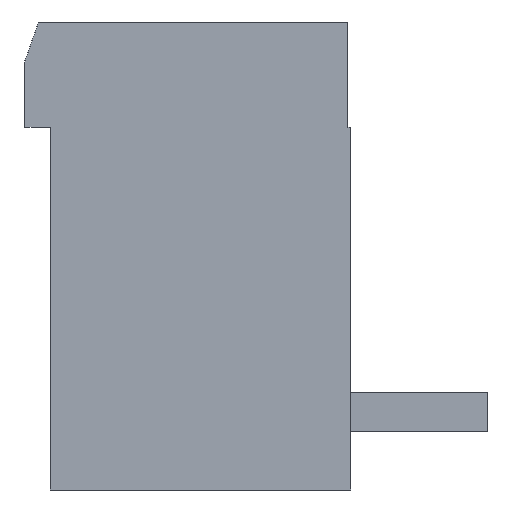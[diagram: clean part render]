
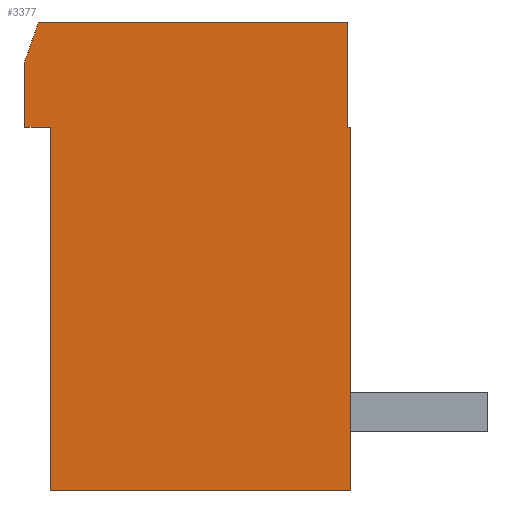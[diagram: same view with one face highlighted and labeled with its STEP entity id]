
A CAD part, left-side view. The second image highlights one B-rep face of the part: STEP entity #3377.
In plain terms, the highlighted planar face has unit normal (-1, 0, 0).
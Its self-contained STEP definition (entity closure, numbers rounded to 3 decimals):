
#72=DIRECTION('',(0.,0.,-1.));
#73=VECTOR('',#72,9.3);
#74=CARTESIAN_POINT('',(-21.,-3.85,-2.7));
#75=LINE('',#74,#73);
#76=DIRECTION('',(0.,1.,0.));
#77=VECTOR('',#76,7.7);
#78=CARTESIAN_POINT('',(-21.,-3.85,-12.));
#79=LINE('',#78,#77);
#80=DIRECTION('',(0.,0.,1.));
#81=VECTOR('',#80,9.3);
#82=CARTESIAN_POINT('',(-21.,3.85,-12.));
#83=LINE('',#82,#81);
#84=DIRECTION('',(0.,1.,0.));
#85=VECTOR('',#84,0.65);
#86=CARTESIAN_POINT('',(-21.,3.85,-2.7));
#87=LINE('',#86,#85);
#88=DIRECTION('',(0.,0.,1.));
#89=VECTOR('',#88,1.7);
#90=CARTESIAN_POINT('',(-21.,4.5,-2.7));
#91=LINE('',#90,#89);
#92=DIRECTION('',(0.,-0.33,0.944));
#93=VECTOR('',#92,1.059);
#94=CARTESIAN_POINT('',(-21.,4.5,-1.));
#95=LINE('',#94,#93);
#96=DIRECTION('',(0.,-1.,0.));
#97=VECTOR('',#96,7.93);
#98=CARTESIAN_POINT('',(-21.,4.15,0.));
#99=LINE('',#98,#97);
#100=DIRECTION('',(0.,0.,-1.));
#101=VECTOR('',#100,2.7);
#102=CARTESIAN_POINT('',(-21.,-3.78,0.));
#103=LINE('',#102,#101);
#104=DIRECTION('',(0.,-1.,0.));
#105=VECTOR('',#104,0.07);
#106=CARTESIAN_POINT('',(-21.,-3.78,-2.7));
#107=LINE('',#106,#105);
#2556=CARTESIAN_POINT('',(-21.,-3.85,-2.7));
#2557=CARTESIAN_POINT('',(-21.,-3.85,-12.));
#2558=VERTEX_POINT('',#2556);
#2559=VERTEX_POINT('',#2557);
#2560=CARTESIAN_POINT('',(-21.,3.85,-12.));
#2561=VERTEX_POINT('',#2560);
#2562=CARTESIAN_POINT('',(-21.,3.85,-2.7));
#2563=VERTEX_POINT('',#2562);
#2564=CARTESIAN_POINT('',(-21.,4.5,-2.7));
#2565=VERTEX_POINT('',#2564);
#2566=CARTESIAN_POINT('',(-21.,4.5,-1.));
#2567=VERTEX_POINT('',#2566);
#2568=CARTESIAN_POINT('',(-21.,4.15,0.));
#2569=VERTEX_POINT('',#2568);
#2570=CARTESIAN_POINT('',(-21.,-3.78,0.));
#2571=VERTEX_POINT('',#2570);
#3220=CARTESIAN_POINT('',(-21.,-3.78,-2.7));
#3221=VERTEX_POINT('',#3220);
#3352=CARTESIAN_POINT('',(-21.,0.,0.));
#3353=DIRECTION('',(1.,0.,0.));
#3354=DIRECTION('',(0.,0.,-1.));
#3355=AXIS2_PLACEMENT_3D('',#3352,#3353,#3354);
#3356=PLANE('',#3355);
#3358=ORIENTED_EDGE('',*,*,#3357,.T.);
#3360=ORIENTED_EDGE('',*,*,#3359,.T.);
#3362=ORIENTED_EDGE('',*,*,#3361,.T.);
#3364=ORIENTED_EDGE('',*,*,#3363,.T.);
#3366=ORIENTED_EDGE('',*,*,#3365,.T.);
#3368=ORIENTED_EDGE('',*,*,#3367,.T.);
#3370=ORIENTED_EDGE('',*,*,#3369,.T.);
#3372=ORIENTED_EDGE('',*,*,#3371,.T.);
#3374=ORIENTED_EDGE('',*,*,#3373,.T.);
#3375=EDGE_LOOP('',(#3358,#3360,#3362,#3364,#3366,#3368,#3370,#3372,#3374));
#3376=FACE_OUTER_BOUND('',#3375,.F.);
#3377=ADVANCED_FACE('',(#3376),#3356,.F.);
#3357=EDGE_CURVE('',#2558,#2559,#75,.T.);
#3359=EDGE_CURVE('',#2559,#2561,#79,.T.);
#3361=EDGE_CURVE('',#2561,#2563,#83,.T.);
#3363=EDGE_CURVE('',#2563,#2565,#87,.T.);
#3365=EDGE_CURVE('',#2565,#2567,#91,.T.);
#3367=EDGE_CURVE('',#2567,#2569,#95,.T.);
#3369=EDGE_CURVE('',#2569,#2571,#99,.T.);
#3371=EDGE_CURVE('',#2571,#3221,#103,.T.);
#3373=EDGE_CURVE('',#3221,#2558,#107,.T.);
